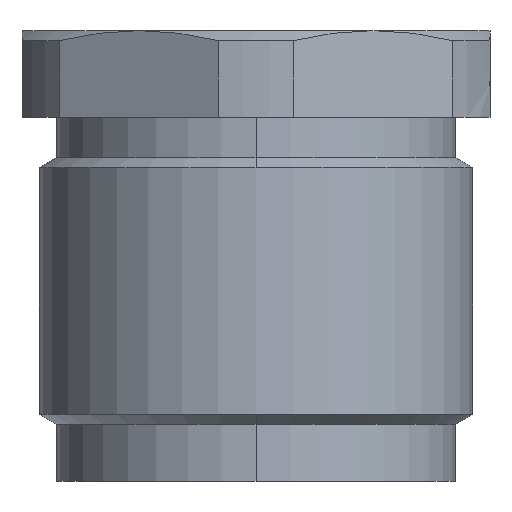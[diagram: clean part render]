
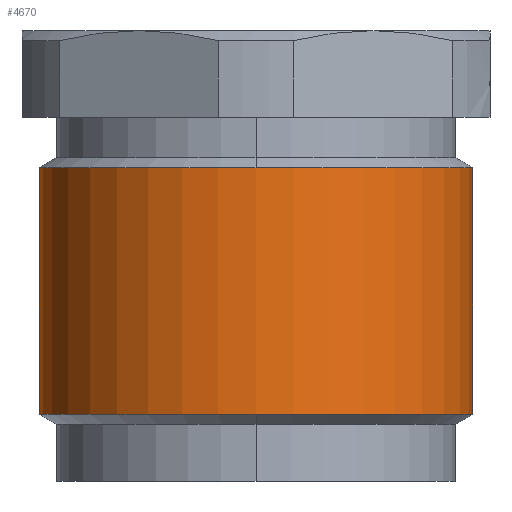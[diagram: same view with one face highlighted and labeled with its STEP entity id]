
A CAD part, left-side view. The second image highlights one B-rep face of the part: STEP entity #4670.
In plain terms, the highlighted cylindrical face has radius 12.5 mm (diameter 25 mm), a partial arc.
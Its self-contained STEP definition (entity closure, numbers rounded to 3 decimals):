
#630=CARTESIAN_POINT('',(52.,60.5,19.75));
#640=DIRECTION('',(0.,0.,1.));
#650=VECTOR('',#640,1.);
#660=LINE('',#630,#650);
#670=CARTESIAN_POINT('',(52.,60.5,3.866));
#680=VERTEX_POINT('',#670);
#690=CARTESIAN_POINT('',(52.,60.5,18.1));
#700=VERTEX_POINT('483018-1193038522-15c55b27c6-0 1208912',#690);
#710=EDGE_CURVE('',#680,#700,#660,.T.);
#730=CARTESIAN_POINT('',(52.,48.,3.866));
#740=DIRECTION('',(0.,0.,1.));
#750=DIRECTION('',(1.,0.,0.));
#760=AXIS2_PLACEMENT_3D('',#730,#740,#750);
#770=CIRCLE('',#760,12.5);
#820=CARTESIAN_POINT('',(52.,35.5,3.866));
#830=VERTEX_POINT('',#820);
#860=CARTESIAN_POINT('',(52.,35.5,19.75));
#870=DIRECTION('',(0.,0.,1.));
#880=VECTOR('',#870,1.);
#890=LINE('',#860,#880);
#900=CARTESIAN_POINT('',(52.,35.5,18.1));
#910=VERTEX_POINT('',#900);
#920=EDGE_CURVE('',#830,#910,#890,.T.);
#940=CARTESIAN_POINT('',(52.,48.,18.1));
#950=DIRECTION('',(0.,0.,1.));
#960=DIRECTION('',(1.,0.,0.));
#970=AXIS2_PLACEMENT_3D('',#940,#950,#960);
#980=CIRCLE('',#970,12.5);
#1220=CARTESIAN_POINT('',(39.5,48.,18.1));
#1230=VERTEX_POINT('',#1220);
#1240=EDGE_CURVE('475882-1202894029-15c55b27c6-0 179332',#1230,#910,#980
,.T.);
#2390=CARTESIAN_POINT('',(39.5,48.,3.866));
#2400=VERTEX_POINT('',#2390);
#2430=EDGE_CURVE('012643-1178198262-15c55b27c6-0 109205',#2400,#830,#770
,.T.);
#4470=EDGE_CURVE('475882-1202894029-15c55b27c6-0 179332',#700,#1230,#980
,.T.);
#4530=CARTESIAN_POINT('',(52.,48.,19.75));
#4540=DIRECTION('',(0.,0.,1.));
#4550=DIRECTION('',(0.,1.,0.));
#4560=AXIS2_PLACEMENT_3D('',#4530,#4540,#4550);
#4570=CYLINDRICAL_SURFACE('',#4560,12.5);
#4580=ORIENTED_EDGE('',*,*,#4470,.F.);
#4590=ORIENTED_EDGE('',*,*,#1240,.F.);
#4600=ORIENTED_EDGE('',*,*,#920,.T.);
#4610=ORIENTED_EDGE('',*,*,#2430,.T.);
#4620=EDGE_CURVE('012643-1178198262-15c55b27c6-0 109205',#680,#2400,#770
,.T.);
#4630=ORIENTED_EDGE('',*,*,#4620,.T.);
#4640=ORIENTED_EDGE('',*,*,#710,.F.);
#4650=EDGE_LOOP('',(#4640,#4630,#4610,#4600,#4590,#4580));
#4660=FACE_OUTER_BOUND('',#4650,.T.);
#4670=ADVANCED_FACE('012643-1178198262-15c55b27c6-0 1386629',(#4660),
#4570,.T.);
